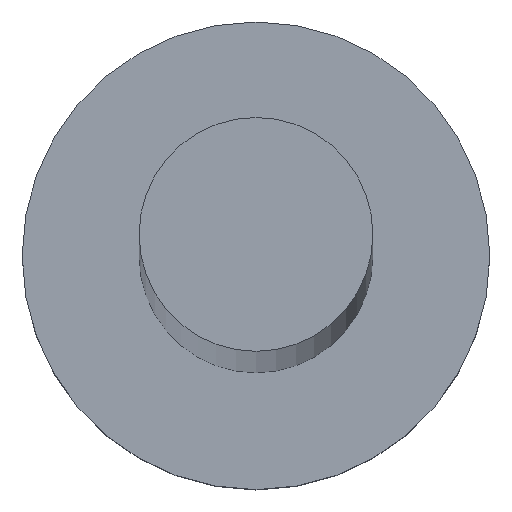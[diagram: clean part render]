
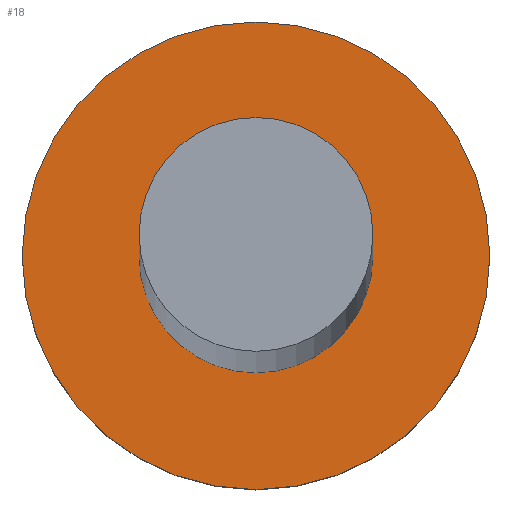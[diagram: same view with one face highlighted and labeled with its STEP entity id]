
A CAD part, top view. The second image highlights one B-rep face of the part: STEP entity #18.
In plain terms, the highlighted planar face has unit normal (0, 0, 1).
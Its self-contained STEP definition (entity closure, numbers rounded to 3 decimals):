
#11 = CARTESIAN_POINT ( 'NONE',  ( 0., 0., 5. ) ) ;
#13 = DIRECTION ( 'NONE',  ( 0., 0., 1. ) ) ;
#18 = ADVANCED_FACE ( 'NONE', ( #226, #84 ), #202, .T. ) ;
#20 = DIRECTION ( 'NONE',  ( 1., 0., 0. ) ) ;
#21 = DIRECTION ( 'NONE',  ( 0., 0., 1. ) ) ;
#23 = DIRECTION ( 'NONE',  ( 1., 0., 0. ) ) ;
#25 = CARTESIAN_POINT ( 'NONE',  ( 0., 0., 5. ) ) ;
#28 = DIRECTION ( 'NONE',  ( 0., 0., 1. ) ) ;
#40 = DIRECTION ( 'NONE',  ( 0., 0., 1. ) ) ;
#45 = CARTESIAN_POINT ( 'NONE',  ( 0., 0., 5. ) ) ;
#55 = VERTEX_POINT ( 'NONE', #61 ) ;
#59 = CIRCLE ( 'NONE', #69, 3. ) ;
#61 = CARTESIAN_POINT ( 'NONE',  ( 3., 0., 5. ) ) ;
#64 = ORIENTED_EDGE ( 'NONE', *, *, #235, .F. ) ;
#67 = CIRCLE ( 'NONE', #104, 3. ) ;
#69 = AXIS2_PLACEMENT_3D ( 'NONE', #45, #28, #103 ) ;
#70 = ORIENTED_EDGE ( 'NONE', *, *, #228, .T. ) ;
#73 = CIRCLE ( 'NONE', #217, 6. ) ;
#82 = ORIENTED_EDGE ( 'NONE', *, *, #133, .T. ) ;
#84 = FACE_OUTER_BOUND ( 'NONE', #123, .T. ) ;
#103 = DIRECTION ( 'NONE',  ( 1., 0., 0. ) ) ;
#104 = AXIS2_PLACEMENT_3D ( 'NONE', #170, #21, #20 ) ;
#123 = EDGE_LOOP ( 'NONE', ( #70, #82 ) ) ;
#133 = EDGE_CURVE ( 'NONE', #231, #246, #73, .T. ) ;
#141 = AXIS2_PLACEMENT_3D ( 'NONE', #25, #13, #167 ) ;
#148 = VERTEX_POINT ( 'NONE', #164 ) ;
#153 = DIRECTION ( 'NONE',  ( 1., 0., 0. ) ) ;
#163 = ORIENTED_EDGE ( 'NONE', *, *, #169, .F. ) ;
#164 = CARTESIAN_POINT ( 'NONE',  ( -3., 0., 5. ) ) ;
#165 = AXIS2_PLACEMENT_3D ( 'NONE', #188, #40, #153 ) ;
#167 = DIRECTION ( 'NONE',  ( 1., 0., 0. ) ) ;
#168 = CARTESIAN_POINT ( 'NONE',  ( 6., 0., 5. ) ) ;
#169 = EDGE_CURVE ( 'NONE', #55, #148, #59, .T. ) ;
#170 = CARTESIAN_POINT ( 'NONE',  ( 0., 0., 5. ) ) ;
#176 = CIRCLE ( 'NONE', #165, 6. ) ;
#188 = CARTESIAN_POINT ( 'NONE',  ( 0., 0., 5. ) ) ;
#195 = CARTESIAN_POINT ( 'NONE',  ( -6., 0., 5. ) ) ;
#202 = PLANE ( 'NONE',  #141 ) ;
#204 = DIRECTION ( 'NONE',  ( 0., 0., 1. ) ) ;
#217 = AXIS2_PLACEMENT_3D ( 'NONE', #11, #204, #23 ) ;
#223 = EDGE_LOOP ( 'NONE', ( #64, #163 ) ) ;
#226 = FACE_BOUND ( 'NONE', #223, .T. ) ;
#228 = EDGE_CURVE ( 'NONE', #246, #231, #176, .T. ) ;
#231 = VERTEX_POINT ( 'NONE', #168 ) ;
#235 = EDGE_CURVE ( 'NONE', #148, #55, #67, .T. ) ;
#246 = VERTEX_POINT ( 'NONE', #195 ) ;
